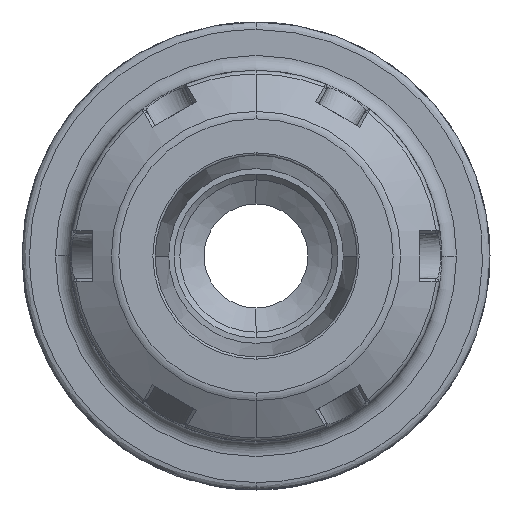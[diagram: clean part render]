
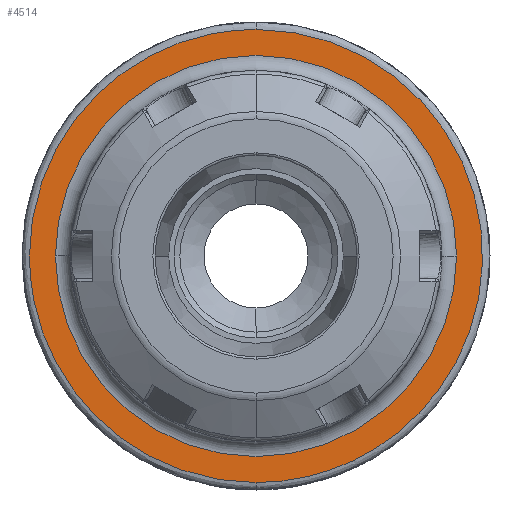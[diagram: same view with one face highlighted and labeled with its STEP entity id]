
A CAD part, front view. The second image highlights one B-rep face of the part: STEP entity #4514.
In plain terms, the highlighted planar face has unit normal (0, -1, 0).
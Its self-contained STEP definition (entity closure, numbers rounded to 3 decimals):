
#176 = FACE_BOUND ( 'NONE', #618, .T. ) ;
#192 = AXIS2_PLACEMENT_3D ( 'NONE', #370, #8288, #1509 ) ;
#224 = CARTESIAN_POINT ( 'NONE',  ( 61., -27., -30.5 ) ) ;
#370 = CARTESIAN_POINT ( 'NONE',  ( 0., -27., 0. ) ) ;
#618 = EDGE_LOOP ( 'NONE', ( #5397, #7483 ) ) ;
#625 = CARTESIAN_POINT ( 'NONE',  ( 0., -27., 30.5 ) ) ;
#642 = DIRECTION ( 'NONE',  ( 1., 0., 0. ) ) ;
#1080 = EDGE_CURVE ( 'NONE', #6854, #12970, #9770, .T. ) ;
#1084 = CARTESIAN_POINT ( 'NONE',  ( -30.5, -27., 0. ) ) ;
#1509 = DIRECTION ( 'NONE',  ( 1., 0., 0. ) ) ;
#1598 = DIRECTION ( 'NONE',  ( 0., 1., 0. ) ) ;
#1707 = ORIENTED_EDGE ( 'NONE', *, *, #8451, .F. ) ;
#2183 = CARTESIAN_POINT ( 'NONE',  ( 27., -27., 0. ) ) ;
#4181 =( BOUNDED_CURVE ( )  B_SPLINE_CURVE ( 3, ( #9645, #10778, #7414, #625 ),
 .UNSPECIFIED., .F., .F. ) 
 B_SPLINE_CURVE_WITH_KNOTS ( ( 4, 4 ),
 ( 0., 0.333 ),
 .UNSPECIFIED. ) 
 CURVE ( )  GEOMETRIC_REPRESENTATION_ITEM ( )  RATIONAL_B_SPLINE_CURVE ( ( 1., 0.805, 0.805, 1. ) ) 
 REPRESENTATION_ITEM ( '' )  );
#4514 = ADVANCED_FACE ( 'NONE', ( #176, #13284 ), #13046, .T. ) ;
#4664 = ORIENTED_EDGE ( 'NONE', *, *, #1080, .F. ) ;
#5012 = CARTESIAN_POINT ( 'NONE',  ( -30.5, -27., -17.866 ) ) ;
#5165 = CARTESIAN_POINT ( 'NONE',  ( -31.5, -27., 0. ) ) ;
#5182 = VERTEX_POINT ( 'NONE', #13656 ) ;
#5397 = ORIENTED_EDGE ( 'NONE', *, *, #11877, .T. ) ;
#5612 =( BOUNDED_CURVE ( )  B_SPLINE_CURVE ( 3, ( #12045, #12654, #224, #8140 ),
 .UNSPECIFIED., .F., .F. ) 
 B_SPLINE_CURVE_WITH_KNOTS ( ( 4, 4 ),
 ( 0.333, 1. ),
 .UNSPECIFIED. ) 
 CURVE ( )  GEOMETRIC_REPRESENTATION_ITEM ( )  RATIONAL_B_SPLINE_CURVE ( ( 1., 0.333, 0.333, 1. ) ) 
 REPRESENTATION_ITEM ( '' )  );
#6111 = ORIENTED_EDGE ( 'NONE', *, *, #9889, .F. ) ;
#6316 = CARTESIAN_POINT ( 'NONE',  ( -27., -27., 0. ) ) ;
#6642 = EDGE_LOOP ( 'NONE', ( #6111, #4664, #1707 ) ) ;
#6854 = VERTEX_POINT ( 'NONE', #14345 ) ;
#7414 = CARTESIAN_POINT ( 'NONE',  ( -17.866, -27., 30.5 ) ) ;
#7426 = DIRECTION ( 'NONE',  ( 0., -1., 0. ) ) ;
#7483 = ORIENTED_EDGE ( 'NONE', *, *, #7495, .T. ) ;
#7495 = EDGE_CURVE ( 'NONE', #14346, #10679, #10045, .T. ) ;
#8140 = CARTESIAN_POINT ( 'NONE',  ( 0., -27., -30.5 ) ) ;
#8288 = DIRECTION ( 'NONE',  ( 0., 1., 0. ) ) ;
#8382 = CARTESIAN_POINT ( 'NONE',  ( 0., -27., 0. ) ) ;
#8451 = EDGE_CURVE ( 'NONE', #5182, #6854, #5612, .T. ) ;
#9529 = DIRECTION ( 'NONE',  ( 1., 0., 0. ) ) ;
#9645 = CARTESIAN_POINT ( 'NONE',  ( -30.5, -27., 0. ) ) ;
#9770 =( BOUNDED_CURVE ( )  B_SPLINE_CURVE ( 3, ( #12313, #12260, #5012, #12236 ),
 .UNSPECIFIED., .F., .F. ) 
 B_SPLINE_CURVE_WITH_KNOTS ( ( 4, 4 ),
 ( 0., 1. ),
 .UNSPECIFIED. ) 
 CURVE ( )  GEOMETRIC_REPRESENTATION_ITEM ( )  RATIONAL_B_SPLINE_CURVE ( ( 1., 0.805, 0.805, 1. ) ) 
 REPRESENTATION_ITEM ( '' )  );
#9889 = EDGE_CURVE ( 'NONE', #12970, #5182, #4181, .T. ) ;
#10028 = AXIS2_PLACEMENT_3D ( 'NONE', #8382, #1598, #9529 ) ;
#10045 = CIRCLE ( 'NONE', #192, 27. ) ;
#10679 = VERTEX_POINT ( 'NONE', #2183 ) ;
#10778 = CARTESIAN_POINT ( 'NONE',  ( -30.5, -27., 17.866 ) ) ;
#10985 = AXIS2_PLACEMENT_3D ( 'NONE', #5165, #7426, #642 ) ;
#11568 = CIRCLE ( 'NONE', #10028, 27. ) ;
#11877 = EDGE_CURVE ( 'NONE', #10679, #14346, #11568, .T. ) ;
#12045 = CARTESIAN_POINT ( 'NONE',  ( 0., -27., 30.5 ) ) ;
#12236 = CARTESIAN_POINT ( 'NONE',  ( -30.5, -27., 0. ) ) ;
#12260 = CARTESIAN_POINT ( 'NONE',  ( -17.866, -27., -30.5 ) ) ;
#12313 = CARTESIAN_POINT ( 'NONE',  ( 0., -27., -30.5 ) ) ;
#12654 = CARTESIAN_POINT ( 'NONE',  ( 61., -27., 30.5 ) ) ;
#12970 = VERTEX_POINT ( 'NONE', #1084 ) ;
#13046 = PLANE ( 'NONE',  #10985 ) ;
#13284 = FACE_OUTER_BOUND ( 'NONE', #6642, .T. ) ;
#13656 = CARTESIAN_POINT ( 'NONE',  ( 0., -27., 30.5 ) ) ;
#14345 = CARTESIAN_POINT ( 'NONE',  ( 0., -27., -30.5 ) ) ;
#14346 = VERTEX_POINT ( 'NONE', #6316 ) ;
